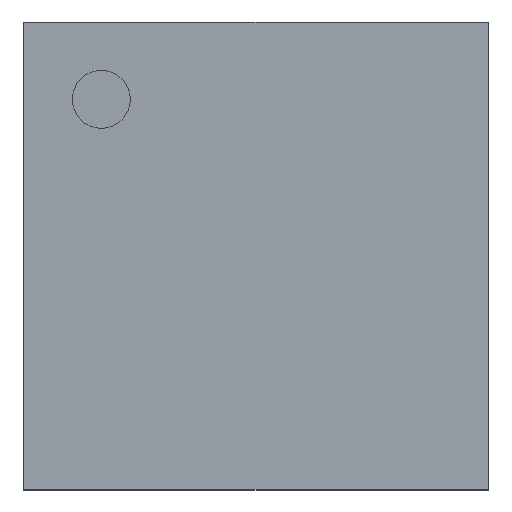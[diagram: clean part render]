
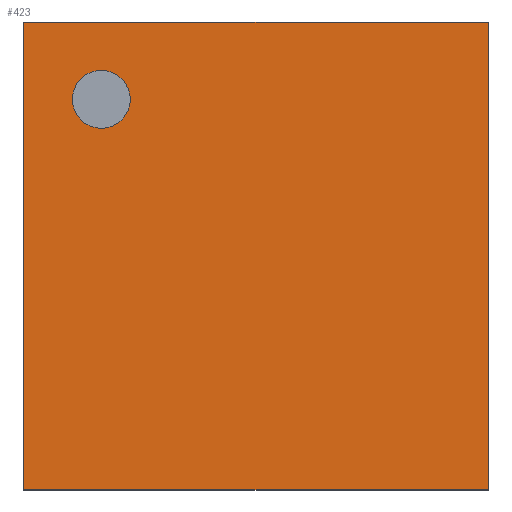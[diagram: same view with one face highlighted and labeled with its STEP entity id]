
A CAD part, top view. The second image highlights one B-rep face of the part: STEP entity #423.
In plain terms, the highlighted planar face has unit normal (0, 0, 1).
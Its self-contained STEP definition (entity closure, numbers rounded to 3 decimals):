
#291=FACE_BOUND('',#334,.T.);
#293=LINE('',#756,#306);
#298=LINE('',#765,#311);
#299=LINE('',#768,#312);
#300=LINE('',#769,#313);
#306=VECTOR('',#571,1.);
#311=VECTOR('',#578,1.);
#312=VECTOR('',#581,1.);
#313=VECTOR('',#582,1.);
#323=FACE_OUTER_BOUND('',#333,.T.);
#333=EDGE_LOOP('',(#384,#385,#386,#387));
#334=EDGE_LOOP('',(#388));
#342=CIRCLE('',#476,0.226);
#347=VERTEX_POINT('',#753);
#348=VERTEX_POINT('',#755);
#351=VERTEX_POINT('',#763);
#352=VERTEX_POINT('',#767);
#353=VERTEX_POINT('',#770);
#360=EDGE_CURVE('',#347,#348,#293,.T.);
#365=EDGE_CURVE('',#347,#351,#298,.T.);
#366=EDGE_CURVE('',#351,#352,#299,.T.);
#367=EDGE_CURVE('',#348,#352,#300,.T.);
#368=EDGE_CURVE('',#353,#353,#342,.T.);
#384=ORIENTED_EDGE('',*,*,#360,.F.);
#385=ORIENTED_EDGE('',*,*,#365,.T.);
#386=ORIENTED_EDGE('',*,*,#366,.T.);
#387=ORIENTED_EDGE('',*,*,#367,.F.);
#388=ORIENTED_EDGE('',*,*,#368,.F.);
#411=PLANE('',#475);
#423=ADVANCED_FACE('',(#323,#291),#411,.T.);
#475=AXIS2_PLACEMENT_3D('',#766,#579,#580);
#476=AXIS2_PLACEMENT_3D('',#771,#583,#584);
#571=DIRECTION('',(0.,1.,0.));
#578=DIRECTION('',(1.,0.,0.));
#579=DIRECTION('center_axis',(0.,0.,1.));
#580=DIRECTION('ref_axis',(1.,0.,0.));
#581=DIRECTION('',(0.,1.,0.));
#582=DIRECTION('',(1.,0.,0.));
#583=DIRECTION('center_axis',(0.,0.,1.));
#584=DIRECTION('ref_axis',(1.,0.,0.));
#753=CARTESIAN_POINT('',(0.,0.,0.585));
#755=CARTESIAN_POINT('',(0.,3.65,0.585));
#756=CARTESIAN_POINT('',(0.,0.,0.585));
#763=CARTESIAN_POINT('',(3.62,0.,0.585));
#765=CARTESIAN_POINT('',(0.,0.,0.585));
#766=CARTESIAN_POINT('Origin',(0.,0.,0.585));
#767=CARTESIAN_POINT('',(3.62,3.65,0.585));
#768=CARTESIAN_POINT('',(3.62,0.,0.585));
#769=CARTESIAN_POINT('',(0.,3.65,0.585));
#770=CARTESIAN_POINT('',(0.377,3.047,0.585));
#771=CARTESIAN_POINT('Origin',(0.603,3.047,0.585));
